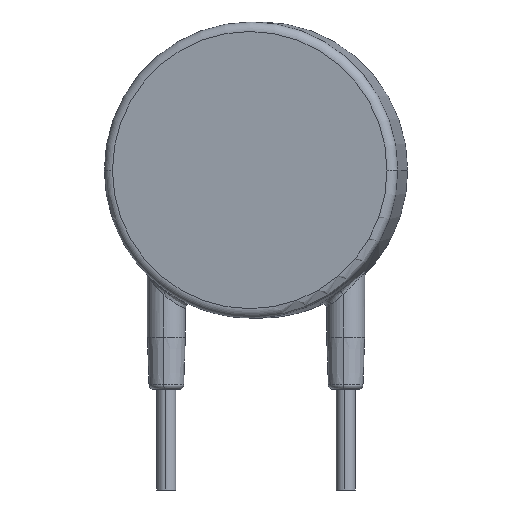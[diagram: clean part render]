
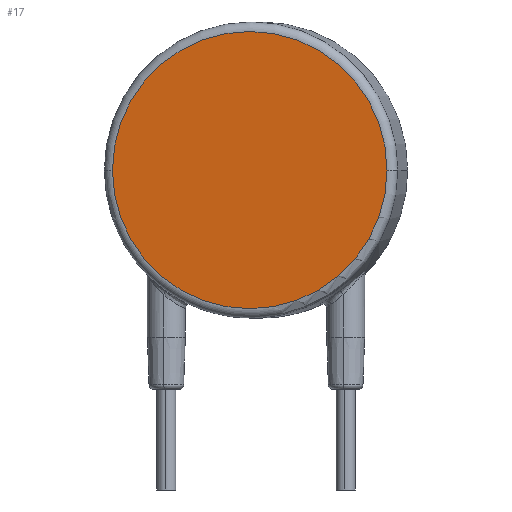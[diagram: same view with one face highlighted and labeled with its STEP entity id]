
A CAD part, front view. The second image highlights one B-rep face of the part: STEP entity #17.
In plain terms, the highlighted planar face has unit normal (-0.139, -0.99, 0).
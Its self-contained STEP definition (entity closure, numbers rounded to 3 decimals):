
#17 = ADVANCED_FACE('',(#18),#38,.F.);
#18 = FACE_BOUND('',#19,.F.);
#19 = EDGE_LOOP('',(#20,#31));
#20 = ORIENTED_EDGE('',*,*,#21,.F.);
#21 = EDGE_CURVE('',#22,#24,#26,.T.);
#22 = VERTEX_POINT('',#23);
#23 = CARTESIAN_POINT('',(5.575,-2.744,11.5));
#24 = VERTEX_POINT('',#25);
#25 = CARTESIAN_POINT('',(-6.011,-1.116,11.5));
#26 = CIRCLE('',#27,5.85);
#27 = AXIS2_PLACEMENT_3D('',#28,#29,#30);
#28 = CARTESIAN_POINT('',(-0.218,-1.93,11.5));
#29 = DIRECTION('',(-0.139,-0.99,0.));
#30 = DIRECTION('',(0.99,-0.139,0.));
#31 = ORIENTED_EDGE('',*,*,#32,.F.);
#32 = EDGE_CURVE('',#24,#22,#33,.T.);
#33 = CIRCLE('',#34,5.85);
#34 = AXIS2_PLACEMENT_3D('',#35,#36,#37);
#35 = CARTESIAN_POINT('',(-0.218,-1.93,11.5));
#36 = DIRECTION('',(-0.139,-0.99,-0.));
#37 = DIRECTION('',(-0.99,0.139,0.));
#38 = PLANE('',#39);
#39 = AXIS2_PLACEMENT_3D('',#40,#41,#42);
#40 = CARTESIAN_POINT('',(-0.218,-1.93,11.5));
#41 = DIRECTION('',(0.139,0.99,0.));
#42 = DIRECTION('',(0.99,-0.139,0.));
